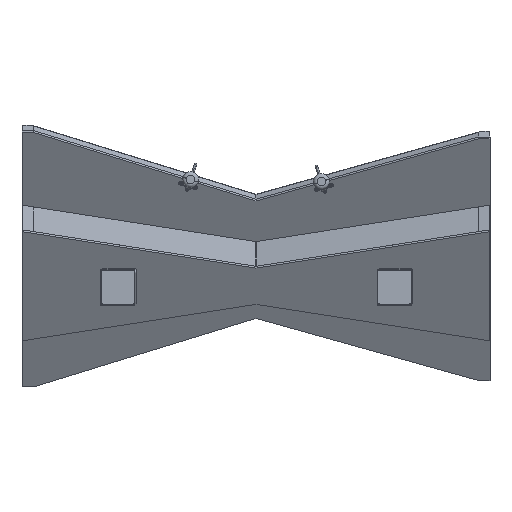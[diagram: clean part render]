
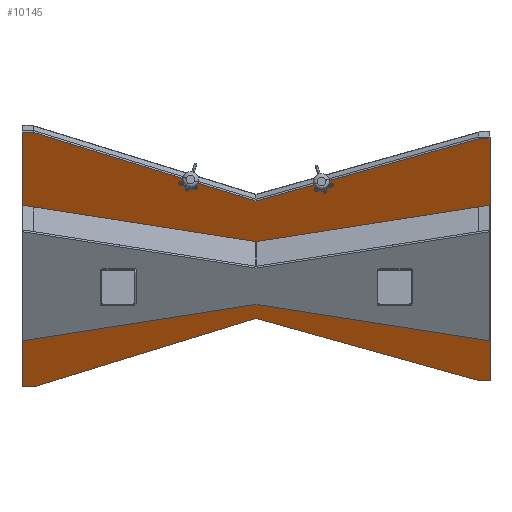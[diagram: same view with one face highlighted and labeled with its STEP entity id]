
A CAD part, front view. The second image highlights one B-rep face of the part: STEP entity #10145.
In plain terms, the highlighted face is planar.
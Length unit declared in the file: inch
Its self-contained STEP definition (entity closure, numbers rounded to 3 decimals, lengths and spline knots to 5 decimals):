
#55 = ORIENTED_EDGE ( 'NONE', *, *, #7995, .F. ) ;
#417 = ORIENTED_EDGE ( 'NONE', *, *, #26401, .F. ) ;
#708 = DIRECTION ( 'NONE',  ( -0.943, 0., -0.334 ) ) ;
#1433 = CARTESIAN_POINT ( 'NONE',  ( 23.6875, 0., -14.125 ) ) ;
#2290 = ORIENTED_EDGE ( 'NONE', *, *, #8009, .F. ) ;
#2401 = VERTEX_POINT ( 'NONE', #22165 ) ;
#2557 = VERTEX_POINT ( 'NONE', #11096 ) ;
#2603 = CARTESIAN_POINT ( 'NONE',  ( 0., 0., 0.98204 ) ) ;
#2721 = CARTESIAN_POINT ( 'NONE',  ( 22.5625, 0., -5.03019 ) ) ;
#2722 = CARTESIAN_POINT ( 'NONE',  ( -22.5625, 0., -5.03019 ) ) ;
#3019 = LINE ( 'NONE', #2722, #4971 ) ;
#4949 = CARTESIAN_POINT ( 'NONE',  ( 22.5625, 0., -14.125 ) ) ;
#4971 = VECTOR ( 'NONE', #28116, 39.37008 ) ;
#5059 = DIRECTION ( 'NONE',  ( 0., 0., -1. ) ) ;
#5316 = CARTESIAN_POINT ( 'NONE',  ( -23.6875, 0., 14.875 ) ) ;
#5326 = CARTESIAN_POINT ( 'NONE',  ( -23.6875, 0., 14.875 ) ) ;
#5382 = ORIENTED_EDGE ( 'NONE', *, *, #26093, .F. ) ;
#5596 = LINE ( 'NONE', #19865, #15690 ) ;
#5678 = CARTESIAN_POINT ( 'NONE',  ( 0., 0., 6.875 ) ) ;
#6136 = VERTEX_POINT ( 'NONE', #9700 ) ;
#6234 = VECTOR ( 'NONE', #13787, 39.37008 ) ;
#6481 = CARTESIAN_POINT ( 'NONE',  ( 0., 0., 0. ) ) ;
#6524 = DIRECTION ( 'NONE',  ( -1., 0., 0. ) ) ;
#6569 = ORIENTED_EDGE ( 'NONE', *, *, #7447, .F. ) ;
#6917 = DIRECTION ( 'NONE',  ( -0.952, 0., 0.306 ) ) ;
#7158 = LINE ( 'NONE', #2721, #20430 ) ;
#7447 = EDGE_CURVE ( 'NONE', #17198, #24508, #27906, .T. ) ;
#7700 = VERTEX_POINT ( 'NONE', #1433 ) ;
#7868 = ORIENTED_EDGE ( 'NONE', *, *, #12332, .F. ) ;
#7995 = EDGE_CURVE ( 'NONE', #17287, #6136, #13462, .T. ) ;
#8009 = EDGE_CURVE ( 'NONE', #17752, #27864, #19201, .T. ) ;
#8121 = VERTEX_POINT ( 'NONE', #5678 ) ;
#8374 = LINE ( 'NONE', #15791, #23282 ) ;
#8641 = CARTESIAN_POINT ( 'NONE',  ( -22.5625, 0., -14.875 ) ) ;
#8804 = CARTESIAN_POINT ( 'NONE',  ( 22.5625, 0., -14.125 ) ) ;
#8902 = DIRECTION ( 'NONE',  ( 0., 0., -1. ) ) ;
#9077 = LINE ( 'NONE', #18328, #22007 ) ;
#9399 = EDGE_CURVE ( 'NONE', #17244, #8121, #8374, .T. ) ;
#9700 = CARTESIAN_POINT ( 'NONE',  ( 0., 0., -6.875 ) ) ;
#10145 = ADVANCED_FACE ( 'NONE', ( #29727, #29574 ), #18454, .T. ) ;
#10262 = VECTOR ( 'NONE', #20251, 39.37008 ) ;
#11096 = CARTESIAN_POINT ( 'NONE',  ( 0., 0., -0.98204 ) ) ;
#11894 = EDGE_LOOP ( 'NONE', ( #27271, #14526, #5382, #23355, #55, #20483, #21145, #417, #7868, #21841 ) ) ;
#12332 = EDGE_CURVE ( 'NONE', #8121, #20740, #15427, .T. ) ;
#12612 = DIRECTION ( 'NONE',  ( -1., 0., 0. ) ) ;
#13108 = DIRECTION ( 'NONE',  ( 0.943, 0., -0.334 ) ) ;
#13188 = CARTESIAN_POINT ( 'NONE',  ( 0., 0., 6.875 ) ) ;
#13462 = LINE ( 'NONE', #16013, #14521 ) ;
#13530 = LINE ( 'NONE', #24758, #24424 ) ;
#13723 = EDGE_CURVE ( 'NONE', #2401, #17198, #27094, .T. ) ;
#13768 = DIRECTION ( 'NONE',  ( 0., -1., 0. ) ) ;
#13787 = DIRECTION ( 'NONE',  ( -0.984, 0., -0.177 ) ) ;
#14521 = VECTOR ( 'NONE', #6917, 39.37008 ) ;
#14526 = ORIENTED_EDGE ( 'NONE', *, *, #25677, .F. ) ;
#14585 = LINE ( 'NONE', #23855, #16829 ) ;
#15427 = LINE ( 'NONE', #13188, #25759 ) ;
#15501 = ORIENTED_EDGE ( 'NONE', *, *, #15640, .F. ) ;
#15640 = EDGE_CURVE ( 'NONE', #27864, #2557, #3019, .T. ) ;
#15690 = VECTOR ( 'NONE', #12612, 39.37008 ) ;
#15791 = CARTESIAN_POINT ( 'NONE',  ( -22.5625, 0., 14.875 ) ) ;
#15817 = VECTOR ( 'NONE', #708, 39.37008 ) ;
#16001 = VERTEX_POINT ( 'NONE', #8641 ) ;
#16013 = CARTESIAN_POINT ( 'NONE',  ( 0., 0., -6.875 ) ) ;
#16409 = DIRECTION ( 'NONE',  ( 0.984, 0., -0.177 ) ) ;
#16829 = VECTOR ( 'NONE', #23691, 39.37008 ) ;
#16866 = LINE ( 'NONE', #5316, #18751 ) ;
#16919 = CARTESIAN_POINT ( 'NONE',  ( -22.5625, 0., 5.03019 ) ) ;
#16971 = AXIS2_PLACEMENT_3D ( 'NONE', #6481, #13768, #8902 ) ;
#17036 = VERTEX_POINT ( 'NONE', #5326 ) ;
#17120 = CARTESIAN_POINT ( 'NONE',  ( 22.5625, 0., 14.125 ) ) ;
#17198 = VERTEX_POINT ( 'NONE', #18627 ) ;
#17244 = VERTEX_POINT ( 'NONE', #25457 ) ;
#17287 = VERTEX_POINT ( 'NONE', #4949 ) ;
#17752 = VERTEX_POINT ( 'NONE', #24056 ) ;
#18328 = CARTESIAN_POINT ( 'NONE',  ( 0., 0., 0.98204 ) ) ;
#18454 = PLANE ( 'NONE',  #16971 ) ;
#18627 = CARTESIAN_POINT ( 'NONE',  ( 22.5625, 0., 5.03019 ) ) ;
#18751 = VECTOR ( 'NONE', #24004, 39.37008 ) ;
#19108 = VECTOR ( 'NONE', #21308, 39.37008 ) ;
#19201 = LINE ( 'NONE', #16919, #26156 ) ;
#19255 = EDGE_CURVE ( 'NONE', #17036, #17244, #16866, .T. ) ;
#19281 = EDGE_CURVE ( 'NONE', #26404, #7700, #14585, .T. ) ;
#19451 = ORIENTED_EDGE ( 'NONE', *, *, #13723, .F. ) ;
#19865 = CARTESIAN_POINT ( 'NONE',  ( -22.5625, 0., -14.875 ) ) ;
#20251 = DIRECTION ( 'NONE',  ( 0., 0., 1. ) ) ;
#20430 = VECTOR ( 'NONE', #16409, 39.37008 ) ;
#20483 = ORIENTED_EDGE ( 'NONE', *, *, #27964, .F. ) ;
#20740 = VERTEX_POINT ( 'NONE', #17120 ) ;
#21145 = ORIENTED_EDGE ( 'NONE', *, *, #19281, .F. ) ;
#21308 = DIRECTION ( 'NONE',  ( 1., 0., 0. ) ) ;
#21461 = CARTESIAN_POINT ( 'NONE',  ( 22.5625, 0., 14.125 ) ) ;
#21841 = ORIENTED_EDGE ( 'NONE', *, *, #9399, .F. ) ;
#22007 = VECTOR ( 'NONE', #29299, 39.37008 ) ;
#22165 = CARTESIAN_POINT ( 'NONE',  ( 22.5625, 0., -5.03019 ) ) ;
#23282 = VECTOR ( 'NONE', #13108, 39.37008 ) ;
#23355 = ORIENTED_EDGE ( 'NONE', *, *, #28926, .F. ) ;
#23691 = DIRECTION ( 'NONE',  ( 0., 0., -1. ) ) ;
#23855 = CARTESIAN_POINT ( 'NONE',  ( 23.6875, 0., -14.125 ) ) ;
#23887 = LINE ( 'NONE', #21461, #19108 ) ;
#24004 = DIRECTION ( 'NONE',  ( 1., 0., 0. ) ) ;
#24056 = CARTESIAN_POINT ( 'NONE',  ( -22.5625, 0., 5.03019 ) ) ;
#24112 = CARTESIAN_POINT ( 'NONE',  ( -22.5625, 0., -14.875 ) ) ;
#24424 = VECTOR ( 'NONE', #25349, 39.37008 ) ;
#24508 = VERTEX_POINT ( 'NONE', #2603 ) ;
#24758 = CARTESIAN_POINT ( 'NONE',  ( -23.6875, 0., 14.875 ) ) ;
#24948 = EDGE_CURVE ( 'NONE', #2557, #2401, #7158, .T. ) ;
#25026 = CARTESIAN_POINT ( 'NONE',  ( -23.6875, 0., -14.875 ) ) ;
#25266 = ORIENTED_EDGE ( 'NONE', *, *, #26297, .F. ) ;
#25349 = DIRECTION ( 'NONE',  ( 0., 0., 1. ) ) ;
#25457 = CARTESIAN_POINT ( 'NONE',  ( -22.5625, 0., 14.875 ) ) ;
#25677 = EDGE_CURVE ( 'NONE', #28715, #17036, #13530, .T. ) ;
#25759 = VECTOR ( 'NONE', #29116, 39.37008 ) ;
#26093 = EDGE_CURVE ( 'NONE', #16001, #28715, #5596, .T. ) ;
#26156 = VECTOR ( 'NONE', #5059, 39.37008 ) ;
#26228 = LINE ( 'NONE', #24112, #15817 ) ;
#26297 = EDGE_CURVE ( 'NONE', #24508, #17752, #9077, .T. ) ;
#26401 = EDGE_CURVE ( 'NONE', #20740, #26404, #23887, .T. ) ;
#26404 = VERTEX_POINT ( 'NONE', #28456 ) ;
#26582 = CARTESIAN_POINT ( 'NONE',  ( -22.5625, 0., -5.03019 ) ) ;
#26952 = VECTOR ( 'NONE', #6524, 39.37008 ) ;
#27094 = LINE ( 'NONE', #29372, #10262 ) ;
#27271 = ORIENTED_EDGE ( 'NONE', *, *, #19255, .F. ) ;
#27618 = CARTESIAN_POINT ( 'NONE',  ( 0., 0., 0.98204 ) ) ;
#27864 = VERTEX_POINT ( 'NONE', #26582 ) ;
#27906 = LINE ( 'NONE', #27618, #6234 ) ;
#27964 = EDGE_CURVE ( 'NONE', #7700, #17287, #29622, .T. ) ;
#28116 = DIRECTION ( 'NONE',  ( 0.984, 0., 0.177 ) ) ;
#28456 = CARTESIAN_POINT ( 'NONE',  ( 23.6875, 0., 14.125 ) ) ;
#28491 = EDGE_LOOP ( 'NONE', ( #6569, #19451, #29894, #15501, #2290, #25266 ) ) ;
#28715 = VERTEX_POINT ( 'NONE', #25026 ) ;
#28926 = EDGE_CURVE ( 'NONE', #6136, #16001, #26228, .T. ) ;
#29116 = DIRECTION ( 'NONE',  ( 0.952, 0., 0.306 ) ) ;
#29299 = DIRECTION ( 'NONE',  ( -0.984, 0., 0.177 ) ) ;
#29372 = CARTESIAN_POINT ( 'NONE',  ( 22.5625, 0., 5.03019 ) ) ;
#29574 = FACE_OUTER_BOUND ( 'NONE', #11894, .T. ) ;
#29622 = LINE ( 'NONE', #8804, #26952 ) ;
#29727 = FACE_BOUND ( 'NONE', #28491, .T. ) ;
#29894 = ORIENTED_EDGE ( 'NONE', *, *, #24948, .F. ) ;
